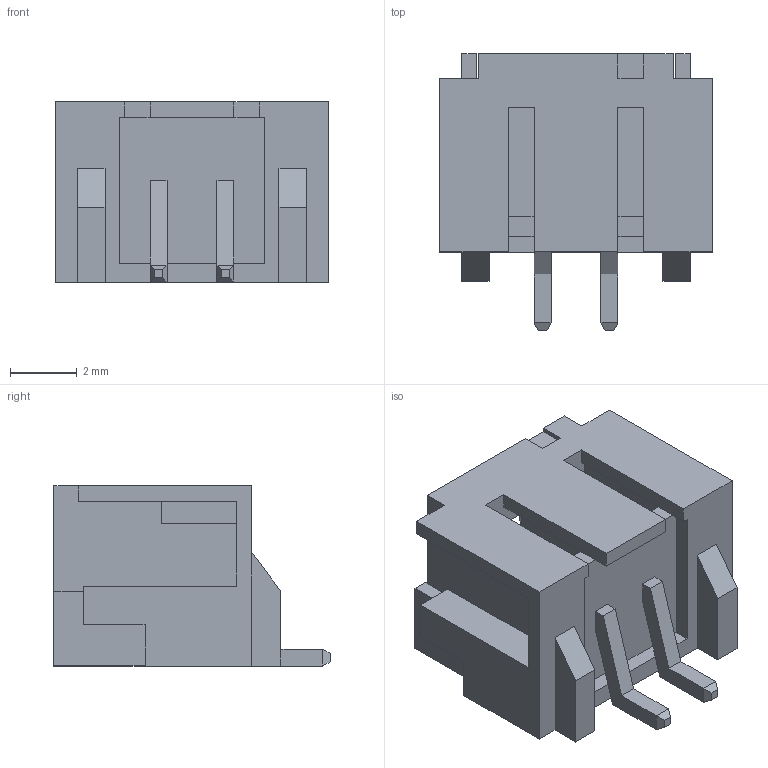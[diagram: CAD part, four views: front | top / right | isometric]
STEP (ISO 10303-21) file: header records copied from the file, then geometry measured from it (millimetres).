
FILE_DESCRIPTION(/* description */ ('STEP AP242','CAx-IF Rec.Pracs.---Representation and Presentation of Product Manufacturing Information (PMI)---4.0---2014-10-13','CAx-IF Rec.Pracs.---3D Tessellated Geometry---0.4---2014-09-14','2;1'),/* implementation_level */ '2;1');
FILE_NAME(/* name */ '66bbed1e5c68a514ba55d5a9',/* time_stamp */ '2024-08-13T23:32:47Z',/* author */ (''),/* organization */ (''),/* preprocessor_version */ 'ST-DEVELOPER v20',/* originating_system */ ' ',/* authorisation */ ' ');
FILE_SCHEMA (('AP242_MANAGED_MODEL_BASED_3D_ENGINEERING_MIM_LF { 1 0 10303 442 1 1 4 }'));
Length unit declared in the file: metre
Products named in the file (1): JST - PH - SMD (R) - 2Pin - 2.00mm
Bounding box: 8.15 x 8.26 x 5.38 mm (x, y, z)
Volume: 130.2 mm3; surface area: 431.3 mm2
Topology: 1 solids, 21 shells, 294 faces, 729 edges, 478 vertices
Faces by surface type: plane 254, bspline 40
Entity records: 10104 total; most frequent: CARTESIAN_POINT 2538, ORIENTED_EDGE 1450, DIRECTION 1155, EDGE_CURVE 725, LINE 645, VECTOR 645, VERTEX_POINT 478, EDGE_LOOP 315
